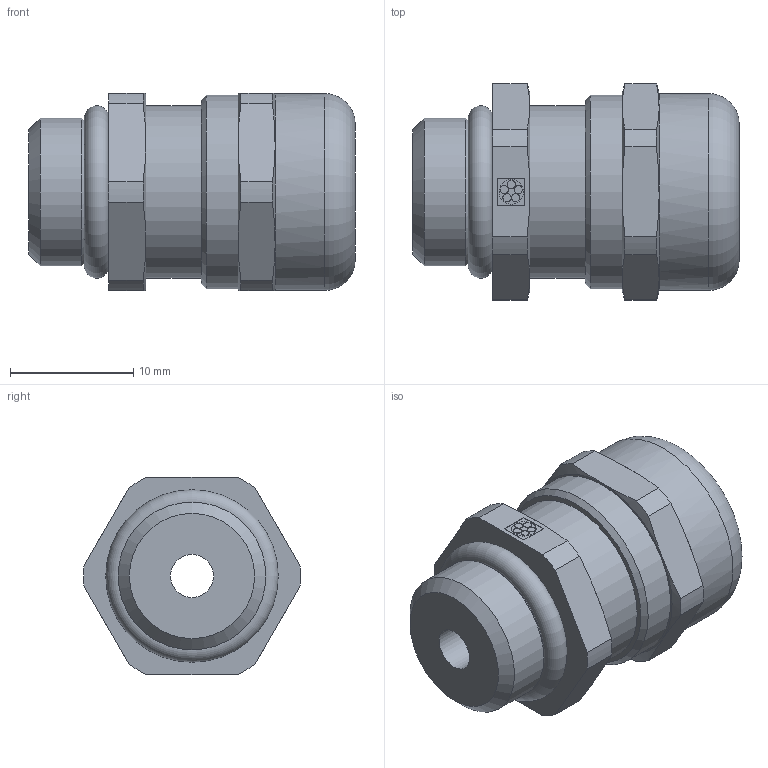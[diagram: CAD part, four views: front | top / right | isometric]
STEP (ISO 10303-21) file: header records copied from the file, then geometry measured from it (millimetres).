
FILE_DESCRIPTION( ( 'STEP AP214' ), '1' );
FILE_NAME( 'SKINTOP MS-M 12x1,5 Art. Nr. 53112000(F=3.5).stp', '2020-06-03T09:10:47', ( 'License CC BY-ND 4.0' ), ( 'CADENAS' ), ' ', 'PARTsolutions', ' ' );
FILE_SCHEMA( ( 'AUTOMOTIVE_DESIGN { 1 0 10303 214 1 1 1 1 }' ) );
Length unit declared in the file: millimetre
Products named in the file (1): _SKINTOP MS-M 12x1,5      Art. Nr. 53112000(F=3.5)
Bounding box: 26.5 x 17.59 x 16 mm (x, y, z)
Volume: 4344 mm3; surface area: 2120.5 mm2
Topology: 1 solids, 2 shells, 82 faces, 202 edges, 129 vertices
Faces by surface type: plane 35, cylinder 28, cone 16, torus 3
Full cylindrical faces by diameter (mm): 3.5 x1, 10.16 x1, 12 x1, 14 x1, 15.68 x1, 15.98 x1
Entity records: 3052 total; most frequent: CARTESIAN_POINT 494, DIRECTION 396, ORIENTED_EDGE 372, EDGE_CURVE 186, AXIS2_PLACEMENT_3D 157, VERTEX_POINT 127, EDGE_LOOP 104, FACE_OUTER_BOUND 91
